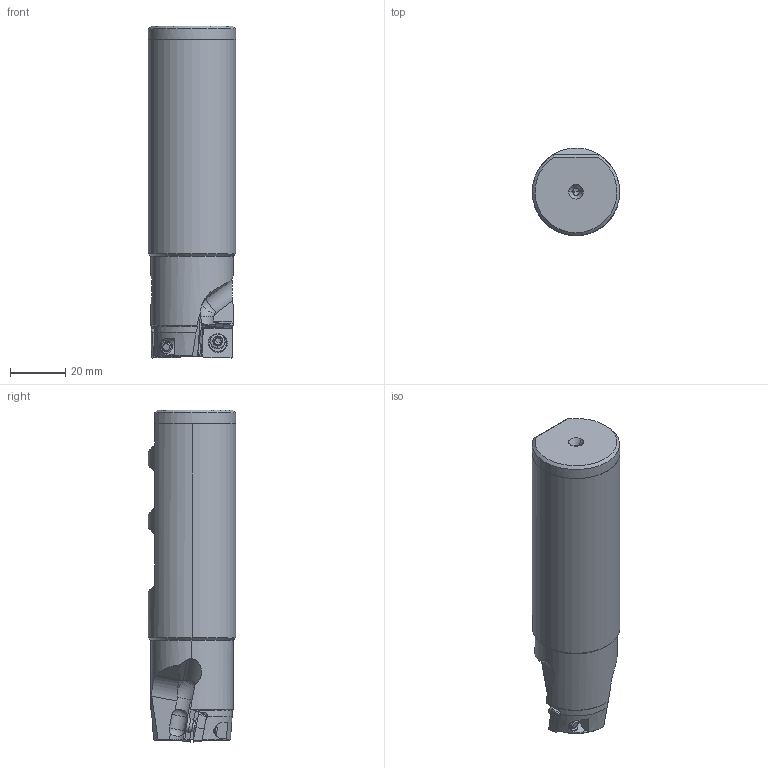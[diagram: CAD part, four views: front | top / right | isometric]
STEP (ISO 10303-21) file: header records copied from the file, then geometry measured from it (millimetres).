
FILE_DESCRIPTION(/* description */ (''),/* implementation_level */ '2;1');
FILE_NAME(/* name */ 'ASX400R202W20.stp',/* time_stamp */ '2025-07-03T15:45:43+09:00',/* author */ (''),/* organization */ (''),/* preprocessor_version */ 'ST-DEVELOPER v18.101',/* originating_system */ 'SIEMENS PLM Software NX 2011',/* authorisation */ '');
FILE_SCHEMA (('AUTOMOTIVE_DESIGN { 1 0 10303 214 3 1 1 1 }'));
Length unit declared in the file: millimetre
Products named in the file (1): ASX400R202W20_ASM
Bounding box: 31.75 x 31.75 x 120.37 mm (x, y, z)
Volume: 82074.9 mm3; surface area: 14970.7 mm2
Topology: 7 solids, 7 shells, 313 faces, 895 edges, 594 vertices
Faces by surface type: plane 127, cylinder 119, cone 47, sphere 10, torus 6, bspline 4
Entity records: 11502 total; most frequent: CARTESIAN_POINT 3440, ORIENTED_EDGE 1746, DIRECTION 1524, EDGE_CURVE 873, VERTEX_POINT 589, AXIS2_PLACEMENT_3D 588, LINE 348, VECTOR 348
